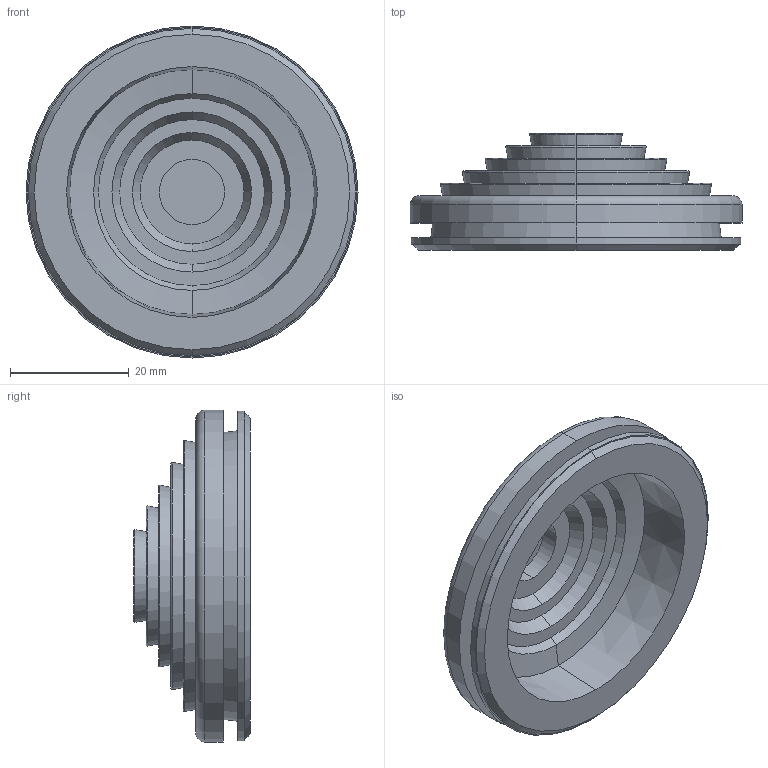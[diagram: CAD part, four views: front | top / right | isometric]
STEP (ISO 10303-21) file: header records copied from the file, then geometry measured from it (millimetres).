
FILE_DESCRIPTION (( 'STEP AP203' ), '1' );
FILE_NAME ('Ñàëüíèê as-40.STEP', '2016-12-29T11:37:06', ( 'kuryshev' ), ( '' ), 'SwSTEP 2.0', 'SolidWorks 2010', '' );
FILE_SCHEMA (( 'CONFIG_CONTROL_DESIGN' ));
Length unit declared in the file: millimetre
Products named in the file (1): Ñàëüíèê as-40
Bounding box: 56 x 19.7 x 56 mm (x, y, z)
Volume: 13538.1 mm3; surface area: 9999.6 mm2
Topology: 1 solids, 1 shells, 56 faces, 110 edges, 68 vertices
Faces by surface type: cone 24, plane 14, torus 12, cylinder 6
Entity records: 1543 total; most frequent: DIRECTION 304, CARTESIAN_POINT 235, ORIENTED_EDGE 220, AXIS2_PLACEMENT_3D 137, EDGE_CURVE 110, CIRCLE 80, VERTEX_POINT 68, EDGE_LOOP 68
